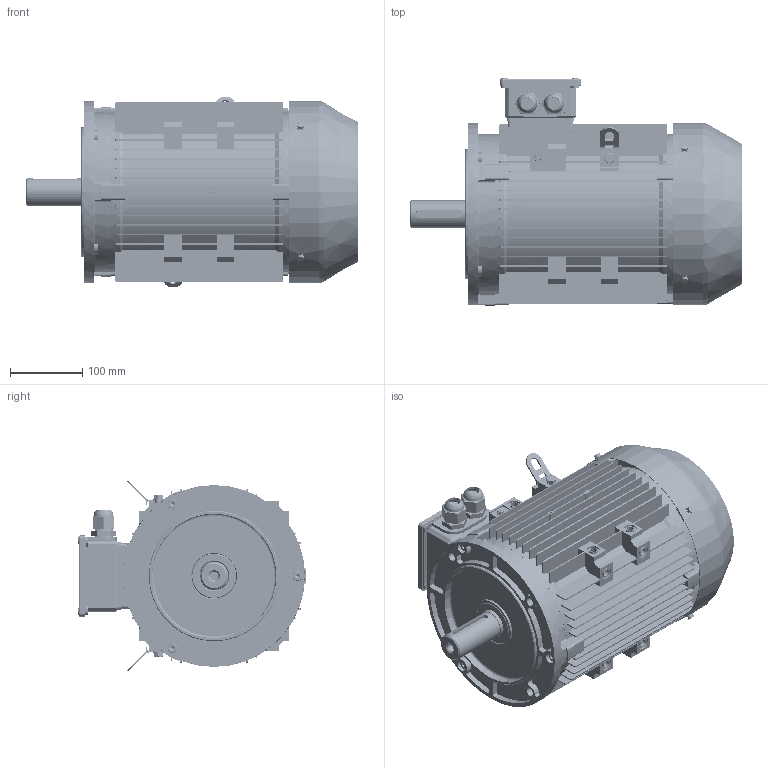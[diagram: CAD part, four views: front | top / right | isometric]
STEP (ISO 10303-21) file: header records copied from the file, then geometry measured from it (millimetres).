
FILE_DESCRIPTION (( 'STEP AP203' ), '1' );
FILE_NAME ('JL3-132S-B14B.step', '2018-12-14T08:56:10', ( '' ), ( '' ), 'SwSTEP 2.0', 'SolidWorks 2018', '' );
FILE_SCHEMA (( 'CONFIG_CONTROL_DESIGN' ));
Products named in the file (1): JL3-132S-B14B
Bounding box: 458 x 314.82 x 263.33 mm (x, y, z)
Volume: 3280703.2 mm3; surface area: 1579463.7 mm2
Topology: 47 solids, 47 shells, 4707 faces, 13092 edges, 8624 vertices
Faces by surface type: plane 2116, cylinder 2069, bspline 252, cone 226, torus 44
Entity records: 202064 total; most frequent: CARTESIAN_POINT 82132, ORIENTED_EDGE 26144, DIRECTION 23610, EDGE_CURVE 13072, VERTEX_POINT 8620, AXIS2_PLACEMENT_3D 8201, LINE 7208, VECTOR 7208
